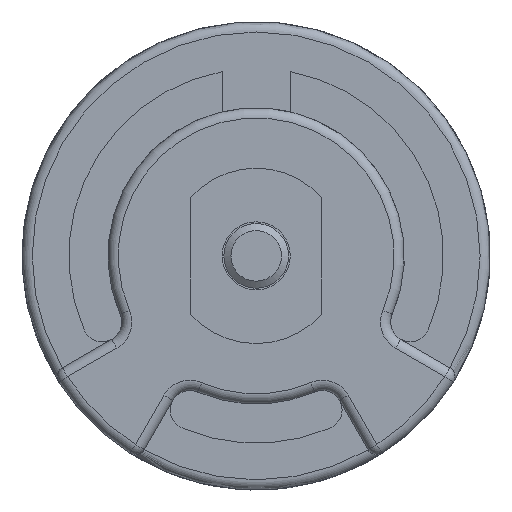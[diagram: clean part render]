
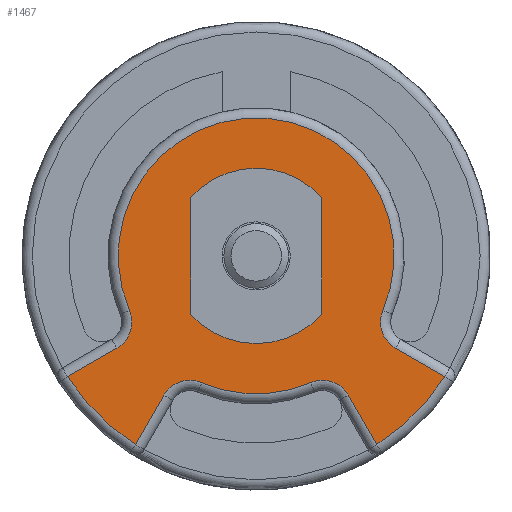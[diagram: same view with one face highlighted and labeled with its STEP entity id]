
A CAD part, front view. The second image highlights one B-rep face of the part: STEP entity #1467.
In plain terms, the highlighted planar face has unit normal (0, -1, 0).
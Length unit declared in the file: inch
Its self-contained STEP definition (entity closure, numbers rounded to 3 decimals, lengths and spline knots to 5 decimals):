
#54=FACE_BOUND('',#450,.T.);
#70=PLANE('',#1652);
#104=LINE('',#2337,#200);
#106=LINE('',#2358,#202);
#112=LINE('',#2414,#208);
#114=LINE('',#2435,#210);
#129=LINE('',#2495,#225);
#130=LINE('',#2499,#226);
#200=VECTOR('',#1819,0.3937);
#202=VECTOR('',#1847,0.3937);
#208=VECTOR('',#1877,0.3937);
#210=VECTOR('',#1905,0.3937);
#225=VECTOR('',#1966,0.3937);
#226=VECTOR('',#1969,0.3937);
#357=FACE_OUTER_BOUND('',#449,.T.);
#449=EDGE_LOOP('',(#1117,#1118,#1119,#1120,#1121,#1122,#1123,#1124,#1125,
#1126,#1127,#1128));
#450=EDGE_LOOP('',(#1129,#1130,#1131,#1132));
#542=CIRCLE('',#1585,0.6575);
#549=CIRCLE('',#1595,0.088);
#552=CIRCLE('',#1599,0.405);
#555=CIRCLE('',#1603,0.088);
#557=CIRCLE('',#1607,0.6575);
#565=CIRCLE('',#1620,0.088);
#568=CIRCLE('',#1624,0.405);
#571=CIRCLE('',#1628,0.088);
#587=CIRCLE('',#1653,0.2575);
#588=CIRCLE('',#1654,0.2575);
#635=VERTEX_POINT('',#2302);
#640=VERTEX_POINT('',#2312);
#643=VERTEX_POINT('',#2319);
#646=VERTEX_POINT('',#2329);
#647=VERTEX_POINT('',#2333);
#649=VERTEX_POINT('',#2339);
#651=VERTEX_POINT('',#2345);
#653=VERTEX_POINT('',#2351);
#661=VERTEX_POINT('',#2410);
#663=VERTEX_POINT('',#2416);
#665=VERTEX_POINT('',#2422);
#667=VERTEX_POINT('',#2428);
#689=VERTEX_POINT('',#2493);
#690=VERTEX_POINT('',#2494);
#691=VERTEX_POINT('',#2496);
#692=VERTEX_POINT('',#2498);
#786=EDGE_CURVE('',#635,#643,#542,.T.);
#792=EDGE_CURVE('',#643,#647,#104,.T.);
#795=EDGE_CURVE('',#647,#649,#549,.T.);
#798=EDGE_CURVE('',#649,#651,#552,.T.);
#801=EDGE_CURVE('',#651,#653,#555,.T.);
#803=EDGE_CURVE('',#653,#646,#106,.T.);
#805=EDGE_CURVE('',#646,#640,#557,.T.);
#818=EDGE_CURVE('',#640,#661,#112,.T.);
#821=EDGE_CURVE('',#661,#663,#565,.T.);
#824=EDGE_CURVE('',#663,#665,#568,.T.);
#827=EDGE_CURVE('',#665,#667,#571,.T.);
#829=EDGE_CURVE('',#667,#635,#114,.T.);
#859=EDGE_CURVE('',#689,#690,#129,.T.);
#860=EDGE_CURVE('',#690,#691,#587,.T.);
#861=EDGE_CURVE('',#691,#692,#130,.T.);
#862=EDGE_CURVE('',#692,#689,#588,.T.);
#1117=ORIENTED_EDGE('',*,*,#786,.F.);
#1118=ORIENTED_EDGE('',*,*,#829,.F.);
#1119=ORIENTED_EDGE('',*,*,#827,.F.);
#1120=ORIENTED_EDGE('',*,*,#824,.F.);
#1121=ORIENTED_EDGE('',*,*,#821,.F.);
#1122=ORIENTED_EDGE('',*,*,#818,.F.);
#1123=ORIENTED_EDGE('',*,*,#805,.F.);
#1124=ORIENTED_EDGE('',*,*,#803,.F.);
#1125=ORIENTED_EDGE('',*,*,#801,.F.);
#1126=ORIENTED_EDGE('',*,*,#798,.F.);
#1127=ORIENTED_EDGE('',*,*,#795,.F.);
#1128=ORIENTED_EDGE('',*,*,#792,.F.);
#1129=ORIENTED_EDGE('',*,*,#859,.T.);
#1130=ORIENTED_EDGE('',*,*,#860,.T.);
#1131=ORIENTED_EDGE('',*,*,#861,.T.);
#1132=ORIENTED_EDGE('',*,*,#862,.T.);
#1467=ADVANCED_FACE('',(#357,#54),#70,.T.);
#1585=AXIS2_PLACEMENT_3D('',#2324,#1804,#1805);
#1595=AXIS2_PLACEMENT_3D('',#2343,#1826,#1827);
#1599=AXIS2_PLACEMENT_3D('',#2349,#1834,#1835);
#1603=AXIS2_PLACEMENT_3D('',#2355,#1842,#1843);
#1607=AXIS2_PLACEMENT_3D('',#2361,#1852,#1853);
#1620=AXIS2_PLACEMENT_3D('',#2420,#1884,#1885);
#1624=AXIS2_PLACEMENT_3D('',#2426,#1892,#1893);
#1628=AXIS2_PLACEMENT_3D('',#2432,#1900,#1901);
#1652=AXIS2_PLACEMENT_3D('',#2492,#1964,#1965);
#1653=AXIS2_PLACEMENT_3D('',#2497,#1967,#1968);
#1654=AXIS2_PLACEMENT_3D('',#2500,#1970,#1971);
#1804=DIRECTION('center_axis',(0.,1.,0.));
#1805=DIRECTION('ref_axis',(-0.707,0.,-0.707));
#1819=DIRECTION('',(0.866,0.,0.5));
#1826=DIRECTION('center_axis',(0.,-1.,0.));
#1827=DIRECTION('ref_axis',(0.949,0.,-0.315));
#1834=DIRECTION('center_axis',(0.,1.,0.));
#1835=DIRECTION('ref_axis',(0.,0.,1.));
#1842=DIRECTION('center_axis',(0.,-1.,0.));
#1843=DIRECTION('ref_axis',(-0.949,0.,-0.315));
#1847=DIRECTION('',(0.866,0.,-0.5));
#1852=DIRECTION('center_axis',(0.,1.,0.));
#1853=DIRECTION('ref_axis',(0.707,0.,-0.707));
#1877=DIRECTION('',(-0.5,0.,0.866));
#1884=DIRECTION('center_axis',(0.,-1.,0.));
#1885=DIRECTION('ref_axis',(0.315,0.,0.949));
#1892=DIRECTION('center_axis',(0.,1.,0.));
#1893=DIRECTION('ref_axis',(0.,0.,-1.));
#1900=DIRECTION('center_axis',(0.,-1.,0.));
#1901=DIRECTION('ref_axis',(-0.315,0.,0.949));
#1905=DIRECTION('',(-0.5,0.,-0.866));
#1964=DIRECTION('center_axis',(0.,-1.,0.));
#1965=DIRECTION('ref_axis',(0.,0.,-1.));
#1966=DIRECTION('',(0.,0.,1.));
#1967=DIRECTION('center_axis',(0.,1.,0.));
#1968=DIRECTION('ref_axis',(0.748,0.,0.664));
#1969=DIRECTION('',(0.,0.,-1.));
#1970=DIRECTION('center_axis',(0.,1.,0.));
#1971=DIRECTION('ref_axis',(-0.748,0.,-0.664));
#2302=CARTESIAN_POINT('',(-0.35439,-0.39,-0.55382));
#2312=CARTESIAN_POINT('',(0.35439,-0.39,-0.55382));
#2319=CARTESIAN_POINT('',(-0.55382,-0.39,-0.35439));
#2324=CARTESIAN_POINT('Origin',(0.,-0.39,0.));
#2329=CARTESIAN_POINT('',(0.55382,-0.39,-0.35439));
#2333=CARTESIAN_POINT('',(-0.40899,-0.39,-0.27077));
#2337=CARTESIAN_POINT('',(-0.17336,-0.39,-0.13473));
#2339=CARTESIAN_POINT('',(-0.37213,-0.39,-0.15983));
#2343=CARTESIAN_POINT('Origin',(-0.45299,-0.39,-0.19456));
#2345=CARTESIAN_POINT('',(0.37213,-0.39,-0.15983));
#2349=CARTESIAN_POINT('Origin',(0.,-0.39,0.));
#2351=CARTESIAN_POINT('',(0.40899,-0.39,-0.27077));
#2355=CARTESIAN_POINT('Origin',(0.45299,-0.39,-0.19456));
#2358=CARTESIAN_POINT('',(0.2827,-0.39,-0.19786));
#2361=CARTESIAN_POINT('Origin',(0.,-0.39,0.));
#2410=CARTESIAN_POINT('',(0.27077,-0.39,-0.40899));
#2414=CARTESIAN_POINT('',(0.13473,-0.39,-0.17336));
#2416=CARTESIAN_POINT('',(0.15983,-0.39,-0.37213));
#2420=CARTESIAN_POINT('Origin',(0.19456,-0.39,-0.45299));
#2422=CARTESIAN_POINT('',(-0.15983,-0.39,-0.37213));
#2426=CARTESIAN_POINT('Origin',(0.,-0.39,0.));
#2428=CARTESIAN_POINT('',(-0.27077,-0.39,-0.40899));
#2432=CARTESIAN_POINT('Origin',(-0.19456,-0.39,-0.45299));
#2435=CARTESIAN_POINT('',(-0.19786,-0.39,-0.2827));
#2492=CARTESIAN_POINT('Origin',(0.,-0.39,0.));
#2493=CARTESIAN_POINT('',(-0.1925,-0.39,-0.17103));
#2494=CARTESIAN_POINT('',(-0.1925,-0.39,0.17103));
#2495=CARTESIAN_POINT('',(-0.1925,-0.39,-0.08551));
#2496=CARTESIAN_POINT('',(0.1925,-0.39,0.17103));
#2497=CARTESIAN_POINT('Origin',(0.,-0.39,0.));
#2498=CARTESIAN_POINT('',(0.1925,-0.39,-0.17103));
#2499=CARTESIAN_POINT('',(0.1925,-0.39,0.08551));
#2500=CARTESIAN_POINT('Origin',(0.,-0.39,0.));
